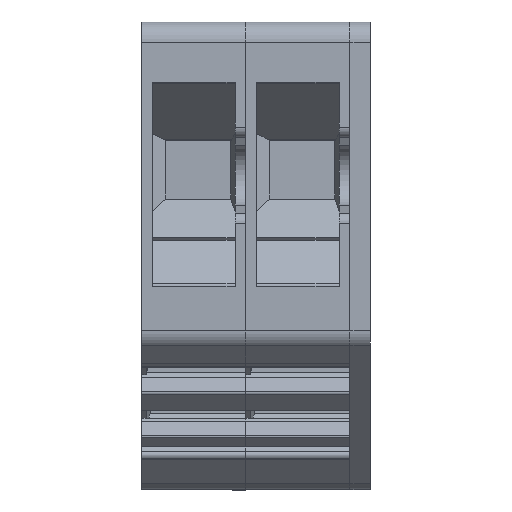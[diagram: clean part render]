
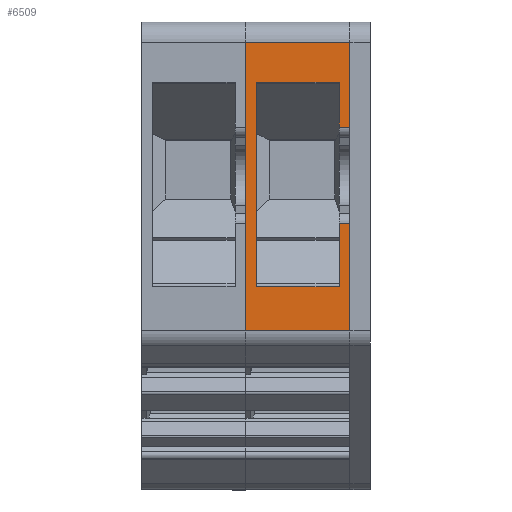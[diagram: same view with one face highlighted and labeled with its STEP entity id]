
A CAD part, top view. The second image highlights one B-rep face of the part: STEP entity #6509.
In plain terms, the highlighted planar face has unit normal (0, 0, 1).
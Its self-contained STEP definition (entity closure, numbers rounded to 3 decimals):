
#6476=AXIS2_PLACEMENT_3D('Plane Axis2P3D',#6473,#6474,#6475) ;
#1155=CARTESIAN_POINT('Vertex',(5.1,7.764,41.)) ;
#1158=CARTESIAN_POINT('Line Origine',(5.1,14.832,41.)) ;
#1162=CARTESIAN_POINT('Vertex',(5.1,21.9,41.)) ;
#3437=CARTESIAN_POINT('Vertex',(9.675,9.919,41.)) ;
#3440=CARTESIAN_POINT('Line Origine',(9.675,11.483,41.)) ;
#3444=CARTESIAN_POINT('Vertex',(9.675,13.047,41.)) ;
#3470=CARTESIAN_POINT('Vertex',(9.675,17.753,41.)) ;
#3473=CARTESIAN_POINT('Line Origine',(9.675,18.848,41.)) ;
#3477=CARTESIAN_POINT('Vertex',(9.675,19.943,41.)) ;
#3603=CARTESIAN_POINT('Vertex',(5.625,9.919,41.)) ;
#3606=CARTESIAN_POINT('Line Origine',(7.65,9.919,41.)) ;
#3623=CARTESIAN_POINT('Line Origine',(7.65,19.943,41.)) ;
#3627=CARTESIAN_POINT('Vertex',(5.625,19.943,41.)) ;
#3789=CARTESIAN_POINT('Line Origine',(5.625,14.931,41.)) ;
#5467=CARTESIAN_POINT('Vertex',(10.2,13.047,41.)) ;
#5470=CARTESIAN_POINT('Line Origine',(7.65,13.047,41.)) ;
#5539=CARTESIAN_POINT('Vertex',(10.2,17.753,41.)) ;
#5542=CARTESIAN_POINT('Line Origine',(7.65,17.753,41.)) ;
#6454=CARTESIAN_POINT('Line Origine',(7.65,7.764,41.)) ;
#6458=CARTESIAN_POINT('Vertex',(10.2,7.764,41.)) ;
#6473=CARTESIAN_POINT('Axis2P3D Location',(8.,7.764,41.)) ;
#6478=CARTESIAN_POINT('Line Origine',(10.2,19.826,41.)) ;
#6482=CARTESIAN_POINT('Vertex',(10.2,21.9,41.)) ;
#6485=CARTESIAN_POINT('Line Origine',(7.65,21.9,41.)) ;
#6490=CARTESIAN_POINT('Line Origine',(10.2,10.406,41.)) ;
#1159=DIRECTION('Vector Direction',(0.,1.,0.)) ;
#3441=DIRECTION('Vector Direction',(0.,1.,0.)) ;
#3474=DIRECTION('Vector Direction',(0.,1.,0.)) ;
#3607=DIRECTION('Vector Direction',(-1.,0.,0.)) ;
#3624=DIRECTION('Vector Direction',(-1.,0.,0.)) ;
#3790=DIRECTION('Vector Direction',(0.,1.,0.)) ;
#5471=DIRECTION('Vector Direction',(1.,0.,0.)) ;
#5543=DIRECTION('Vector Direction',(1.,0.,0.)) ;
#6455=DIRECTION('Vector Direction',(1.,0.,0.)) ;
#6474=DIRECTION('Axis2P3D Direction',(0.,0.,-1.)) ;
#6475=DIRECTION('Axis2P3D XDirection',(0.,1.,0.)) ;
#6479=DIRECTION('Vector Direction',(0.,1.,0.)) ;
#6486=DIRECTION('Vector Direction',(1.,0.,0.)) ;
#6491=DIRECTION('Vector Direction',(0.,1.,0.)) ;
#1160=VECTOR('Line Direction',#1159,1.) ;
#3442=VECTOR('Line Direction',#3441,1.) ;
#3475=VECTOR('Line Direction',#3474,1.) ;
#3608=VECTOR('Line Direction',#3607,1.) ;
#3625=VECTOR('Line Direction',#3624,1.) ;
#3791=VECTOR('Line Direction',#3790,1.) ;
#5472=VECTOR('Line Direction',#5471,1.) ;
#5544=VECTOR('Line Direction',#5543,1.) ;
#6456=VECTOR('Line Direction',#6455,1.) ;
#6480=VECTOR('Line Direction',#6479,1.) ;
#6487=VECTOR('Line Direction',#6486,1.) ;
#6492=VECTOR('Line Direction',#6491,1.) ;
#6496=ORIENTED_EDGE('',*,*,#5546,.T.) ;
#6497=ORIENTED_EDGE('',*,*,#6484,.F.) ;
#6498=ORIENTED_EDGE('',*,*,#6489,.F.) ;
#6499=ORIENTED_EDGE('',*,*,#1164,.T.) ;
#6500=ORIENTED_EDGE('',*,*,#6460,.T.) ;
#6501=ORIENTED_EDGE('',*,*,#6494,.F.) ;
#6502=ORIENTED_EDGE('',*,*,#5474,.F.) ;
#6503=ORIENTED_EDGE('',*,*,#3446,.F.) ;
#6504=ORIENTED_EDGE('',*,*,#3610,.T.) ;
#6505=ORIENTED_EDGE('',*,*,#3793,.T.) ;
#6506=ORIENTED_EDGE('',*,*,#3629,.F.) ;
#6507=ORIENTED_EDGE('',*,*,#3479,.F.) ;
#6509=ADVANCED_FACE('Product1_AllCATPart.2\\WP2.5 1AN ZA_AllCATPart.9\\GH WP2.5/1AN ZA.1\\Koerper.2',(#6508),#6477,.F.) ;
#1164=EDGE_CURVE('',#1163,#1156,#1161,.F.) ;
#3446=EDGE_CURVE('',#3438,#3445,#3443,.T.) ;
#3479=EDGE_CURVE('',#3471,#3478,#3476,.T.) ;
#3610=EDGE_CURVE('',#3438,#3604,#3609,.T.) ;
#3629=EDGE_CURVE('',#3478,#3628,#3626,.T.) ;
#3793=EDGE_CURVE('',#3604,#3628,#3792,.T.) ;
#5474=EDGE_CURVE('',#3445,#5468,#5473,.T.) ;
#5546=EDGE_CURVE('',#3471,#5540,#5545,.T.) ;
#6460=EDGE_CURVE('',#1156,#6459,#6457,.T.) ;
#6484=EDGE_CURVE('',#6483,#5540,#6481,.F.) ;
#6489=EDGE_CURVE('',#1163,#6483,#6488,.T.) ;
#6494=EDGE_CURVE('',#5468,#6459,#6493,.F.) ;
#6495=EDGE_LOOP('',(#6496,#6497,#6498,#6499,#6500,#6501,#6502,#6503,#6504,#6505,#6506,#6507)) ;
#6508=FACE_OUTER_BOUND('',#6495,.T.) ;
#1161=LINE('Line',#1158,#1160) ;
#3443=LINE('Line',#3440,#3442) ;
#3476=LINE('Line',#3473,#3475) ;
#3609=LINE('Line',#3606,#3608) ;
#3626=LINE('Line',#3623,#3625) ;
#3792=LINE('Line',#3789,#3791) ;
#5473=LINE('Line',#5470,#5472) ;
#5545=LINE('Line',#5542,#5544) ;
#6457=LINE('Line',#6454,#6456) ;
#6481=LINE('Line',#6478,#6480) ;
#6488=LINE('Line',#6485,#6487) ;
#6493=LINE('Line',#6490,#6492) ;
#6477=PLANE('',#6476) ;
#1156=VERTEX_POINT('',#1155) ;
#1163=VERTEX_POINT('',#1162) ;
#3438=VERTEX_POINT('',#3437) ;
#3445=VERTEX_POINT('',#3444) ;
#3471=VERTEX_POINT('',#3470) ;
#3478=VERTEX_POINT('',#3477) ;
#3604=VERTEX_POINT('',#3603) ;
#3628=VERTEX_POINT('',#3627) ;
#5468=VERTEX_POINT('',#5467) ;
#5540=VERTEX_POINT('',#5539) ;
#6459=VERTEX_POINT('',#6458) ;
#6483=VERTEX_POINT('',#6482) ;
